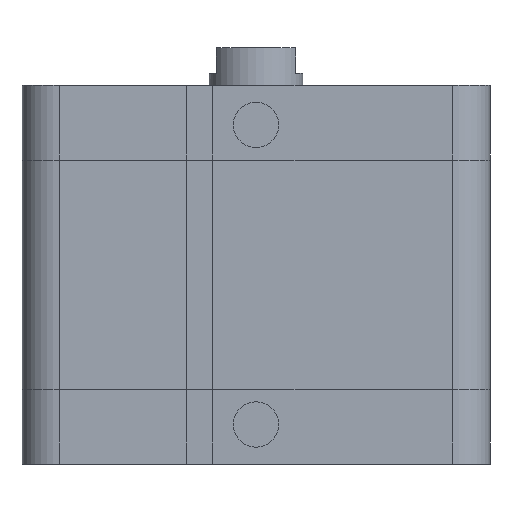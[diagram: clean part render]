
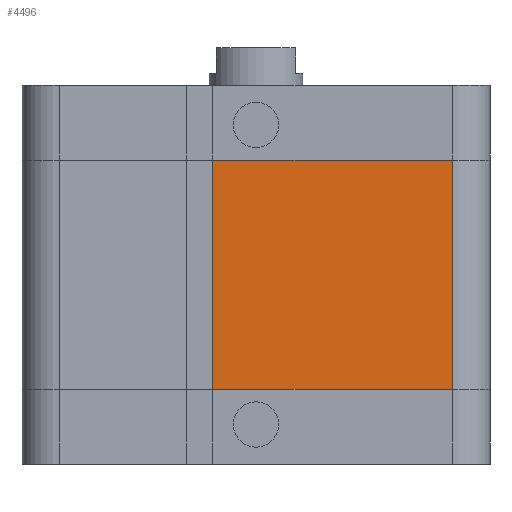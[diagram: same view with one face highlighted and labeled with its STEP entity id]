
A CAD part, front view. The second image highlights one B-rep face of the part: STEP entity #4496.
In plain terms, the highlighted planar face has unit normal (0, -1, 0).
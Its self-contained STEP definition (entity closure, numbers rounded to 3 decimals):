
#188=LINE('',#6576,#748);
#189=LINE('',#6580,#749);
#190=LINE('',#6582,#750);
#191=LINE('',#6583,#751);
#748=VECTOR('',#5324,49.);
#749=VECTOR('',#5329,51.25);
#750=VECTOR('',#5330,49.);
#751=VECTOR('',#5331,51.25);
#1196=PLANE('',#4759);
#1471=FACE_OUTER_BOUND('',#1717,.T.);
#1717=EDGE_LOOP('',(#3358,#3359,#3360,#3361));
#2160=VERTEX_POINT('',#6573);
#2161=VERTEX_POINT('',#6575);
#2162=VERTEX_POINT('',#6579);
#2163=VERTEX_POINT('',#6581);
#2660=EDGE_CURVE('',#2160,#2161,#188,.T.);
#2662=EDGE_CURVE('',#2162,#2160,#189,.T.);
#2663=EDGE_CURVE('',#2162,#2163,#190,.T.);
#2664=EDGE_CURVE('',#2163,#2161,#191,.T.);
#3358=ORIENTED_EDGE('',*,*,#2662,.F.);
#3359=ORIENTED_EDGE('',*,*,#2663,.T.);
#3360=ORIENTED_EDGE('',*,*,#2664,.T.);
#3361=ORIENTED_EDGE('',*,*,#2660,.F.);
#4496=ADVANCED_FACE('',(#1471),#1196,.F.);
#4759=AXIS2_PLACEMENT_3D('',#6578,#5327,#5328);
#5324=DIRECTION('',(0.,0.,-1.));
#5327=DIRECTION('center_axis',(0.,1.,0.));
#5328=DIRECTION('ref_axis',(-1.,0.,0.));
#5329=DIRECTION('',(1.,0.,0.));
#5330=DIRECTION('',(0.,0.,-1.));
#5331=DIRECTION('',(1.,0.,0.));
#6573=CARTESIAN_POINT('',(38.574,-53.15,55.576));
#6575=CARTESIAN_POINT('',(38.574,-53.15,6.576));
#6576=CARTESIAN_POINT('',(38.574,-53.15,196.997));
#6578=CARTESIAN_POINT('Origin',(-12.676,-53.15,196.997));
#6579=CARTESIAN_POINT('',(-12.676,-53.15,55.576));
#6580=CARTESIAN_POINT('',(-12.676,-53.15,55.576));
#6581=CARTESIAN_POINT('',(-12.676,-53.15,6.576));
#6582=CARTESIAN_POINT('',(-12.676,-53.15,196.997));
#6583=CARTESIAN_POINT('',(-12.676,-53.15,6.576));
